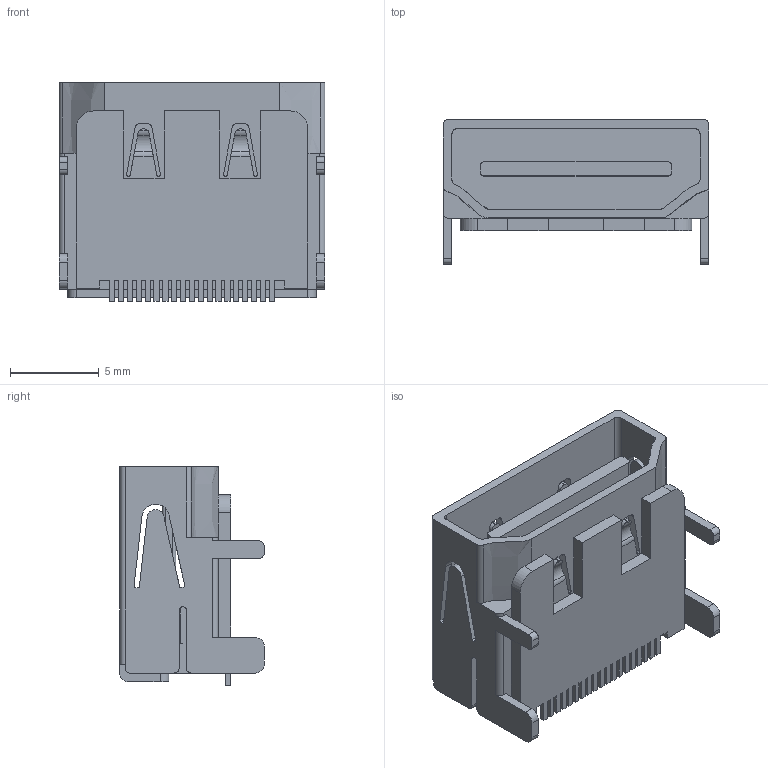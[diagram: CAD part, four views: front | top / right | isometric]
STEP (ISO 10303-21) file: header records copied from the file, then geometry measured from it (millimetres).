
FILE_DESCRIPTION((''),'2;1');
FILE_NAME('HDMI_19P_SMT_JXD','2012-09-18T',('Administrator'),(''),'PRO/ENGINEER BY PARAMETRIC TECHNOLOGY CORPORATION, 2008230','PRO/ENGINEER BY PARAMETRIC TECHNOLOGY CORPORATION, 2008230','');
FILE_SCHEMA(('AUTOMOTIVE_DESIGN_CC2 { 1 2 10303 214 -1 1 5 2 }'));
Length unit declared in the file: millimetre
Products named in the file (1): HDMI_19P_SMT_JXD
Bounding box: 15 x 8.15 x 12.35 mm (x, y, z)
Volume: 494.2 mm3; surface area: 1393.2 mm2
Topology: 1 solids, 1 shells, 341 faces, 1178 edges, 837 vertices
Faces by surface type: plane 204, cylinder 117, torus 16, extrusion 4
Entity records: 17597 total; most frequent: CARTESIAN_POINT 2543, DIRECTION 2226, ORIENTED_EDGE 1978, PRESENTATION_STYLE_ASSIGNMENT 1364, STYLED_ITEM 1310, CURVE_STYLE 1296, EDGE_CURVE 989, VECTOR 900
